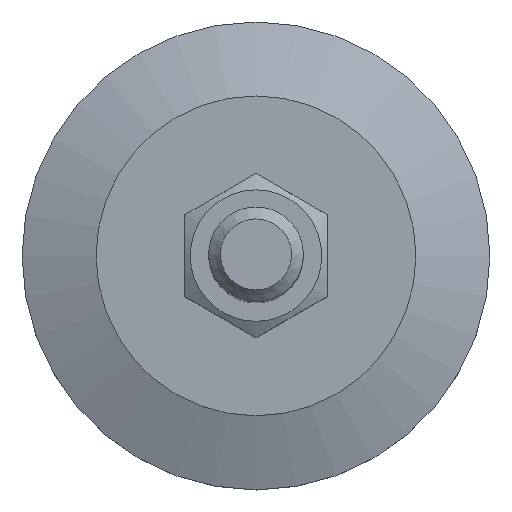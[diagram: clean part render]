
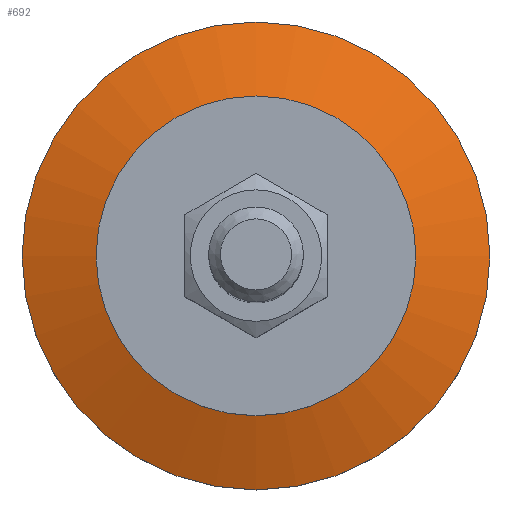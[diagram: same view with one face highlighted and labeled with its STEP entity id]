
A CAD part, top view. The second image highlights one B-rep face of the part: STEP entity #692.
In plain terms, the highlighted conical face has half-angle 70 degrees and reference radius 33.25 mm.
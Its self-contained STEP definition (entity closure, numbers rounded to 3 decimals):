
#130=CONICAL_SURFACE('',#768,33.25,70.);
#154=FACE_BOUND('',#263,.T.);
#194=FACE_OUTER_BOUND('',#262,.T.);
#262=EDGE_LOOP('',(#538));
#263=EDGE_LOOP('',(#539));
#346=CIRCLE('',#767,27.);
#347=CIRCLE('',#769,39.5);
#386=VERTEX_POINT('',#1115);
#387=VERTEX_POINT('',#1118);
#450=EDGE_CURVE('',#386,#386,#346,.T.);
#451=EDGE_CURVE('',#387,#387,#347,.T.);
#538=ORIENTED_EDGE('',*,*,#451,.F.);
#539=ORIENTED_EDGE('',*,*,#450,.T.);
#692=ADVANCED_FACE('',(#194,#154),#130,.T.);
#767=AXIS2_PLACEMENT_3D('',#1116,#900,#901);
#768=AXIS2_PLACEMENT_3D('',#1117,#902,#903);
#769=AXIS2_PLACEMENT_3D('',#1119,#904,#905);
#900=DIRECTION('center_axis',(0.,0.,-1.));
#901=DIRECTION('ref_axis',(0.,1.,0.));
#902=DIRECTION('center_axis',(0.,0.,-1.));
#903=DIRECTION('ref_axis',(0.,1.,0.));
#904=DIRECTION('center_axis',(0.,0.,-1.));
#905=DIRECTION('ref_axis',(0.,1.,0.));
#1115=CARTESIAN_POINT('',(0.,27.,14.5));
#1116=CARTESIAN_POINT('Origin',(0.,0.,14.5));
#1117=CARTESIAN_POINT('Origin',(0.,0.,12.225));
#1118=CARTESIAN_POINT('',(0.,39.5,9.95));
#1119=CARTESIAN_POINT('Origin',(0.,0.,9.95));
